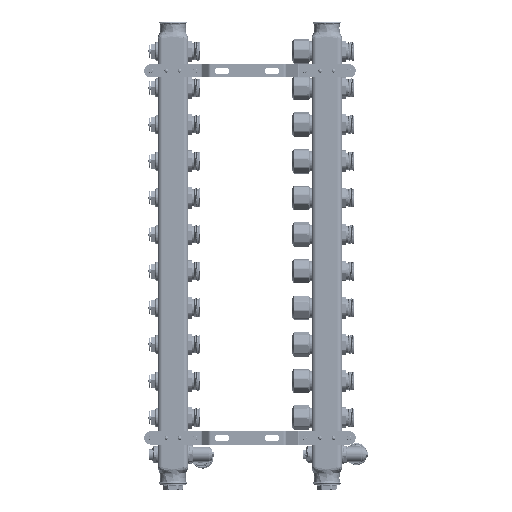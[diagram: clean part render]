
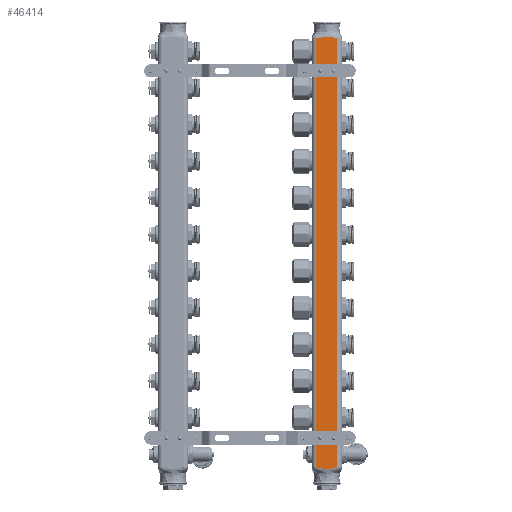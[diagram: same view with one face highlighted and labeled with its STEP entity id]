
A CAD part, front view. The second image highlights one B-rep face of the part: STEP entity #46414.
In plain terms, the highlighted face is planar.
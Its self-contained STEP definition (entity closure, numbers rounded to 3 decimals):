
#3463 = CARTESIAN_POINT ( 'NONE',  ( 19.5, 12.419, -20.872 ) ) ;
#3816 = CARTESIAN_POINT ( 'NONE',  ( 19.5, 1.236, -19.159 ) ) ;
#5919 = CARTESIAN_POINT ( 'NONE',  ( 19.5, -1.236, -608.841 ) ) ;
#6619 = CARTESIAN_POINT ( 'NONE',  ( 19.5, -9.712, -607.624 ) ) ;
#6964 = CARTESIAN_POINT ( 'NONE',  ( 19.5, 6.109, -608.324 ) ) ;
#8580 = CARTESIAN_POINT ( 'NONE',  ( 19.5, -14.5, -606.59 ) ) ;
#11901 = CARTESIAN_POINT ( 'NONE',  ( 19.5, -2.467, -19.219 ) ) ;
#12248 = CARTESIAN_POINT ( 'NONE',  ( 19.5, -6.71, -19.785 ) ) ;
#14015 = CARTESIAN_POINT ( 'NONE',  ( 19.5, -11.969, -607.217 ) ) ;
#14076 = DIRECTION ( 'NONE',  ( 0., 0., 1. ) ) ;
#15072 = CARTESIAN_POINT ( 'NONE',  ( 19.5, 4.9, -608.512 ) ) ;
#15429 = CARTESIAN_POINT ( 'NONE',  ( 19.5, 12.419, -607.128 ) ) ;
#16092 = VERTEX_POINT ( 'NONE', #40088 ) ;
#18470 = EDGE_CURVE ( 'NONE', #27580, #72712, #98586, .T. ) ;
#19296 = CARTESIAN_POINT ( 'NONE',  ( 19.5, 14.5, -21.41 ) ) ;
#19353 = PLANE ( 'NONE',  #28558 ) ;
#19720 = CARTESIAN_POINT ( 'NONE',  ( 19.5, 14.5, -21.41 ) ) ;
#19991 = CARTESIAN_POINT ( 'NONE',  ( 19.5, -12.419, -20.872 ) ) ;
#20334 = CARTESIAN_POINT ( 'NONE',  ( 19.5, -12.119, -20.809 ) ) ;
#20670 = CARTESIAN_POINT ( 'NONE',  ( 19.5, 13.314, -21.084 ) ) ;
#21371 = VERTEX_POINT ( 'NONE', #8580 ) ;
#21400 = LINE ( 'NONE', #84458, #69299 ) ;
#22090 = CARTESIAN_POINT ( 'NONE',  ( 19.5, 11.969, -607.217 ) ) ;
#23065 = LINE ( 'NONE', #71098, #94809 ) ;
#23501 = CARTESIAN_POINT ( 'NONE',  ( 19.5, -13.908, -606.757 ) ) ;
#27580 = VERTEX_POINT ( 'NONE', #19720 ) ;
#27761 = CARTESIAN_POINT ( 'NONE',  ( 19.5, -14.5, -21.41 ) ) ;
#28106 = CARTESIAN_POINT ( 'NONE',  ( 19.5, 4.9, -19.488 ) ) ;
#28558 = AXIS2_PLACEMENT_3D ( 'NONE', #59486, #59128, #99858 ) ;
#29877 = CARTESIAN_POINT ( 'NONE',  ( 19.5, 12.119, -607.191 ) ) ;
#30231 = CARTESIAN_POINT ( 'NONE',  ( 19.5, 4.294, -608.591 ) ) ;
#30570 = CARTESIAN_POINT ( 'NONE',  ( 19.5, 6.71, -608.215 ) ) ;
#35519 = CARTESIAN_POINT ( 'NONE',  ( 19.5, -12.568, -20.907 ) ) ;
#35865 = CARTESIAN_POINT ( 'NONE',  ( 19.5, -6.109, -19.676 ) ) ;
#37994 = CARTESIAN_POINT ( 'NONE',  ( 19.5, 11.517, -607.295 ) ) ;
#38680 = CARTESIAN_POINT ( 'NONE',  ( 19.5, 1.236, -608.841 ) ) ;
#39029 = CARTESIAN_POINT ( 'NONE',  ( 19.5, -2.467, -608.781 ) ) ;
#40088 = CARTESIAN_POINT ( 'NONE',  ( 19.5, 14.5, -606.59 ) ) ;
#40843 = ORIENTED_EDGE ( 'NONE', *, *, #18470, .T. ) ;
#42464 = ORIENTED_EDGE ( 'NONE', *, *, #71829, .F. ) ;
#43599 = CARTESIAN_POINT ( 'NONE',  ( 19.5, 6.71, -19.785 ) ) ;
#43935 = CARTESIAN_POINT ( 'NONE',  ( 19.5, 9.712, -20.376 ) ) ;
#44276 = CARTESIAN_POINT ( 'NONE',  ( 19.5, 4.294, -19.409 ) ) ;
#44354 = DIRECTION ( 'NONE',  ( 0., 0., 1. ) ) ;
#46397 = CARTESIAN_POINT ( 'NONE',  ( 19.5, -12.568, -607.093 ) ) ;
#46414 = ADVANCED_FACE ( 'NONE', ( #77043 ), #19353, .F. ) ;
#46739 = CARTESIAN_POINT ( 'NONE',  ( 19.5, -11.517, -607.295 ) ) ;
#47096 = CARTESIAN_POINT ( 'NONE',  ( 19.5, -11.216, -607.349 ) ) ;
#47457 = CARTESIAN_POINT ( 'NONE',  ( 19.5, -4.294, -608.591 ) ) ;
#49285 = EDGE_CURVE ( 'NONE', #16092, #27580, #21400, .T. ) ;
#51367 = CARTESIAN_POINT ( 'NONE',  ( 19.5, -11.969, -20.783 ) ) ;
#51718 = CARTESIAN_POINT ( 'NONE',  ( 19.5, 13.908, -21.243 ) ) ;
#52056 = CARTESIAN_POINT ( 'NONE',  ( 19.5, 2.467, -19.219 ) ) ;
#52397 = CARTESIAN_POINT ( 'NONE',  ( 19.5, 12.119, -20.809 ) ) ;
#52751 = CARTESIAN_POINT ( 'NONE',  ( 19.5, -13.314, -21.084 ) ) ;
#55189 = CARTESIAN_POINT ( 'NONE',  ( 19.5, 8.513, -607.87 ) ) ;
#55532 = CARTESIAN_POINT ( 'NONE',  ( 19.5, -12.419, -607.128 ) ) ;
#55754 = EDGE_LOOP ( 'NONE', ( #62281, #40843, #42464, #90788 ) ) ;
#58350 = B_SPLINE_CURVE_WITH_KNOTS ( 'NONE', 3,
 ( #63615, #71036, #87172, #71734, #15429, #29877, #22090, #37994, #95591, #87505, #55189, #30570, #6964, #15072, #30231, #62572, #38680, #5919, #39029, #47457, #95252, #79424, #78402, #103616, #6619, #47096, #46739, #14015, #62926, #55532, #46397, #63267, #23501, #62226 ),
 .UNSPECIFIED., .F., .F.,
 ( 4, 2, 2, 2, 2, 2, 2, 2, 2, 2, 2, 2, 2, 2, 2, 2, 4 ),
 ( 0., 0.002, 0.002, 0.003, 0.004, 0.007, 0.009, 0.011, 0.015, 0.018, 0.02, 0.022, 0.026, 0.027, 0.027, 0.028, 0.029 ),
 .UNSPECIFIED. ) ;
#59128 = DIRECTION ( 'NONE',  ( -1., 0., 0. ) ) ;
#59424 = CARTESIAN_POINT ( 'NONE',  ( 19.5, 11.216, -20.651 ) ) ;
#59486 = CARTESIAN_POINT ( 'NONE',  ( 19.5, 14.5, -314. ) ) ;
#60116 = CARTESIAN_POINT ( 'NONE',  ( 19.5, -9.712, -20.376 ) ) ;
#62226 = CARTESIAN_POINT ( 'NONE',  ( 19.5, -14.5, -606.59 ) ) ;
#62281 = ORIENTED_EDGE ( 'NONE', *, *, #49285, .T. ) ;
#62572 = CARTESIAN_POINT ( 'NONE',  ( 19.5, 2.467, -608.781 ) ) ;
#62926 = CARTESIAN_POINT ( 'NONE',  ( 19.5, -12.119, -607.191 ) ) ;
#63267 = CARTESIAN_POINT ( 'NONE',  ( 19.5, -13.314, -606.916 ) ) ;
#63615 = CARTESIAN_POINT ( 'NONE',  ( 19.5, 14.5, -606.59 ) ) ;
#67516 = CARTESIAN_POINT ( 'NONE',  ( 19.5, 11.969, -20.783 ) ) ;
#68217 = CARTESIAN_POINT ( 'NONE',  ( 19.5, -8.513, -20.13 ) ) ;
#68572 = CARTESIAN_POINT ( 'NONE',  ( 19.5, -13.908, -21.243 ) ) ;
#69299 = VECTOR ( 'NONE', #44354, 1000. ) ;
#70965 = CARTESIAN_POINT ( 'NONE',  ( 19.5, -14.5, -21.41 ) ) ;
#71036 = CARTESIAN_POINT ( 'NONE',  ( 19.5, 13.908, -606.757 ) ) ;
#71098 = CARTESIAN_POINT ( 'NONE',  ( 19.5, -14.5, -314. ) ) ;
#71734 = CARTESIAN_POINT ( 'NONE',  ( 19.5, 12.568, -607.093 ) ) ;
#71829 = EDGE_CURVE ( 'NONE', #21371, #72712, #23065, .T. ) ;
#72712 = VERTEX_POINT ( 'NONE', #70965 ) ;
#75622 = CARTESIAN_POINT ( 'NONE',  ( 19.5, -11.216, -20.651 ) ) ;
#75969 = CARTESIAN_POINT ( 'NONE',  ( 19.5, 11.517, -20.705 ) ) ;
#76997 = CARTESIAN_POINT ( 'NONE',  ( 19.5, -4.9, -19.488 ) ) ;
#77043 = FACE_OUTER_BOUND ( 'NONE', #55754, .T. ) ;
#78402 = CARTESIAN_POINT ( 'NONE',  ( 19.5, -6.71, -608.215 ) ) ;
#79424 = CARTESIAN_POINT ( 'NONE',  ( 19.5, -6.109, -608.324 ) ) ;
#83685 = CARTESIAN_POINT ( 'NONE',  ( 19.5, 8.513, -20.13 ) ) ;
#84039 = CARTESIAN_POINT ( 'NONE',  ( 19.5, 6.109, -19.676 ) ) ;
#84458 = CARTESIAN_POINT ( 'NONE',  ( 19.5, 14.5, -314. ) ) ;
#87172 = CARTESIAN_POINT ( 'NONE',  ( 19.5, 13.314, -606.916 ) ) ;
#87505 = CARTESIAN_POINT ( 'NONE',  ( 19.5, 9.712, -607.624 ) ) ;
#90788 = ORIENTED_EDGE ( 'NONE', *, *, #101109, .F. ) ;
#92118 = CARTESIAN_POINT ( 'NONE',  ( 19.5, -11.517, -20.705 ) ) ;
#94809 = VECTOR ( 'NONE', #14076, 1000. ) ;
#95252 = CARTESIAN_POINT ( 'NONE',  ( 19.5, -4.9, -608.512 ) ) ;
#95591 = CARTESIAN_POINT ( 'NONE',  ( 19.5, 11.216, -607.349 ) ) ;
#98586 = B_SPLINE_CURVE_WITH_KNOTS ( 'NONE', 3,
 ( #19296, #51718, #20670, #100140, #3463, #52397, #67516, #75969, #59424, #43935, #83685, #43599, #84039, #28106, #44276, #52056, #3816, #100474, #11901, #100822, #76997, #35865, #12248, #68217, #60116, #75622, #92118, #51367, #20334, #19991, #35519, #52751, #68572, #27761 ),
 .UNSPECIFIED., .F., .F.,
 ( 4, 2, 2, 2, 2, 2, 2, 2, 2, 2, 2, 2, 2, 2, 2, 2, 4 ),
 ( 0., 0.002, 0.002, 0.003, 0.004, 0.007, 0.009, 0.011, 0.015, 0.018, 0.02, 0.022, 0.026, 0.027, 0.027, 0.028, 0.029 ),
 .UNSPECIFIED. ) ;
#99858 = DIRECTION ( 'NONE',  ( 0., -1., 0. ) ) ;
#100140 = CARTESIAN_POINT ( 'NONE',  ( 19.5, 12.568, -20.907 ) ) ;
#100474 = CARTESIAN_POINT ( 'NONE',  ( 19.5, -1.236, -19.159 ) ) ;
#100822 = CARTESIAN_POINT ( 'NONE',  ( 19.5, -4.294, -19.409 ) ) ;
#101109 = EDGE_CURVE ( 'NONE', #16092, #21371, #58350, .T. ) ;
#103616 = CARTESIAN_POINT ( 'NONE',  ( 19.5, -8.513, -607.87 ) ) ;
